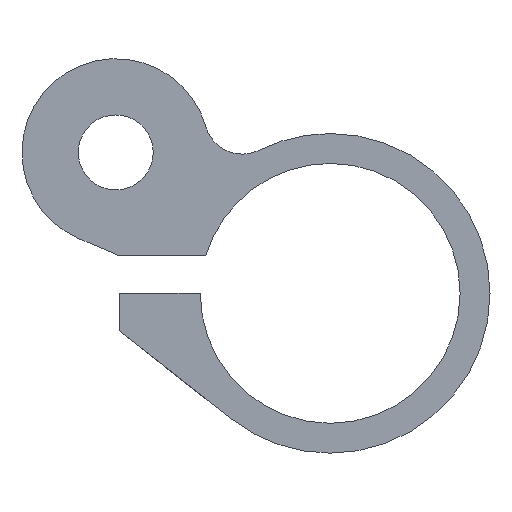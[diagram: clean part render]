
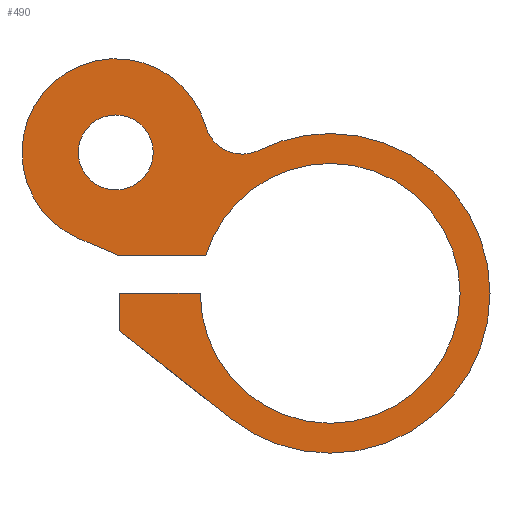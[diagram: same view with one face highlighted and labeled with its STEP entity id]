
A CAD part, front view. The second image highlights one B-rep face of the part: STEP entity #490.
In plain terms, the highlighted planar face has unit normal (0, -1, 0).
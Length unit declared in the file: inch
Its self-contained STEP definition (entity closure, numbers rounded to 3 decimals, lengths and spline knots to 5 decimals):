
#4 = ORIENTED_EDGE ( 'NONE', *, *, #568, .F. ) ;
#10 = ORIENTED_EDGE ( 'NONE', *, *, #482, .F. ) ;
#36 = LINE ( 'NONE', #548, #634 ) ;
#38 = EDGE_CURVE ( 'NONE', #286, #342, #47, .T. ) ;
#44 = CIRCLE ( 'NONE', #957, 0.125 ) ;
#47 = CIRCLE ( 'NONE', #329, 0.1267 ) ;
#51 = CIRCLE ( 'NONE', #907, 0.4331 ) ;
#60 = CARTESIAN_POINT ( 'NONE',  ( -0.41467, 0., 0.125 ) ) ;
#64 = DIRECTION ( 'NONE',  ( 0., -1., 0. ) ) ;
#81 = EDGE_CURVE ( 'NONE', #880, #286, #467, .T. ) ;
#84 = ORIENTED_EDGE ( 'NONE', *, *, #38, .F. ) ;
#87 = EDGE_CURVE ( 'NONE', #342, #640, #225, .T. ) ;
#102 = VERTEX_POINT ( 'NONE', #870 ) ;
#116 = VERTEX_POINT ( 'NONE', #839 ) ;
#122 = FACE_OUTER_BOUND ( 'NONE', #280, .T. ) ;
#135 = ORIENTED_EDGE ( 'NONE', *, *, #713, .F. ) ;
#143 = EDGE_CURVE ( 'NONE', #258, #297, #845, .T. ) ;
#146 = EDGE_CURVE ( 'NONE', #297, #505, #36, .T. ) ;
#147 = CIRCLE ( 'NONE', #565, 0.4331 ) ;
#151 = VERTEX_POINT ( 'NONE', #545 ) ;
#170 = VERTEX_POINT ( 'NONE', #476 ) ;
#177 = ORIENTED_EDGE ( 'NONE', *, *, #146, .F. ) ;
#183 = DIRECTION ( 'NONE',  ( 0., 0., 1. ) ) ;
#225 = CIRCLE ( 'NONE', #534, 0.5328 ) ;
#230 = ORIENTED_EDGE ( 'NONE', *, *, #341, .T. ) ;
#236 = CARTESIAN_POINT ( 'NONE',  ( -0.83755, 0., 0.18238 ) ) ;
#246 = ORIENTED_EDGE ( 'NONE', *, *, #81, .F. ) ;
#247 = CARTESIAN_POINT ( 'NONE',  ( 0., 0., 0.4331 ) ) ;
#252 = EDGE_CURVE ( 'NONE', #505, #170, #577, .T. ) ;
#257 = CARTESIAN_POINT ( 'NONE',  ( -0.41453, 0., 0.55601 ) ) ;
#258 = VERTEX_POINT ( 'NONE', #338 ) ;
#270 = DIRECTION ( 'NONE',  ( -1., 0., 0. ) ) ;
#280 = EDGE_LOOP ( 'NONE', ( #4, #751, #177, #788, #303, #459, #715, #84, #246, #814, #135, #327, #837, #10 ) ) ;
#285 = AXIS2_PLACEMENT_3D ( 'NONE', #351, #347, #343 ) ;
#286 = VERTEX_POINT ( 'NONE', #333 ) ;
#288 = CARTESIAN_POINT ( 'NONE',  ( -0.7031, 0., -0.125 ) ) ;
#296 = CARTESIAN_POINT ( 'NONE',  ( -0.41467, 0., 0.125 ) ) ;
#297 = VERTEX_POINT ( 'NONE', #288 ) ;
#303 = ORIENTED_EDGE ( 'NONE', *, *, #691, .F. ) ;
#305 = AXIS2_PLACEMENT_3D ( 'NONE', #375, #372, #364 ) ;
#316 = LINE ( 'NONE', #559, #980 ) ;
#327 = ORIENTED_EDGE ( 'NONE', *, *, #813, .F. ) ;
#329 = AXIS2_PLACEMENT_3D ( 'NONE', #344, #64, #183 ) ;
#331 = DIRECTION ( 'NONE',  ( 0., 0., 1. ) ) ;
#333 = CARTESIAN_POINT ( 'NONE',  ( -0.29274, 0., 0.46427 ) ) ;
#337 = AXIS2_PLACEMENT_3D ( 'NONE', #809, #866, #798 ) ;
#338 = CARTESIAN_POINT ( 'NONE',  ( -0.32928, 0., -0.41887 ) ) ;
#341 = EDGE_CURVE ( 'NONE', #102, #583, #44, .T. ) ;
#342 = VERTEX_POINT ( 'NONE', #842 ) ;
#343 = DIRECTION ( 'NONE',  ( 0., 0., 1. ) ) ;
#344 = CARTESIAN_POINT ( 'NONE',  ( -0.29274, 0., 0.59097 ) ) ;
#347 = DIRECTION ( 'NONE',  ( 0., 1., 0. ) ) ;
#349 = CARTESIAN_POINT ( 'NONE',  ( -0.4331, 0., 0. ) ) ;
#351 = CARTESIAN_POINT ( 'NONE',  ( -0.7149, 0., 0.4698 ) ) ;
#364 = DIRECTION ( 'NONE',  ( 0., 0., 1. ) ) ;
#369 = AXIS2_PLACEMENT_3D ( 'NONE', #930, #925, #920 ) ;
#372 = DIRECTION ( 'NONE',  ( 0., 1., 0. ) ) ;
#375 = CARTESIAN_POINT ( 'NONE',  ( 0., 0., 0. ) ) ;
#415 = VECTOR ( 'NONE', #270, 39.37008 ) ;
#424 = EDGE_CURVE ( 'NONE', #861, #854, #147, .T. ) ;
#426 = DIRECTION ( 'NONE',  ( 1., 0., 0. ) ) ;
#434 = DIRECTION ( 'NONE',  ( 0., -1., 0. ) ) ;
#447 = LINE ( 'NONE', #296, #415 ) ;
#449 = CARTESIAN_POINT ( 'NONE',  ( 0., 0., 0. ) ) ;
#459 = ORIENTED_EDGE ( 'NONE', *, *, #793, .F. ) ;
#467 = CIRCLE ( 'NONE', #369, 0.1267 ) ;
#476 = CARTESIAN_POINT ( 'NONE',  ( -0.4331, 0., 0. ) ) ;
#482 = EDGE_CURVE ( 'NONE', #116, #861, #819, .T. ) ;
#490 = ADVANCED_FACE ( 'NONE', ( #523, #122 ), #801, .F. ) ;
#505 = VERTEX_POINT ( 'NONE', #752 ) ;
#523 = FACE_BOUND ( 'NONE', #581, .T. ) ;
#530 = DIRECTION ( 'NONE',  ( 0., 0., 1. ) ) ;
#534 = AXIS2_PLACEMENT_3D ( 'NONE', #868, #860, #847 ) ;
#535 = DIRECTION ( 'NONE',  ( 0., 1., 0. ) ) ;
#537 = CARTESIAN_POINT ( 'NONE',  ( -0.7149, 0., 0.4698 ) ) ;
#538 = CIRCLE ( 'NONE', #305, 0.5328 ) ;
#545 = CARTESIAN_POINT ( 'NONE',  ( 0., 0., -0.5328 ) ) ;
#548 = CARTESIAN_POINT ( 'NONE',  ( -0.7031, 0., 0. ) ) ;
#552 = DIRECTION ( 'NONE',  ( -0.92, 0., 0.392 ) ) ;
#559 = CARTESIAN_POINT ( 'NONE',  ( -0.7031, 0., 0.125 ) ) ;
#560 = DIRECTION ( 'NONE',  ( 0., 0., 1. ) ) ;
#562 = DIRECTION ( 'NONE',  ( 0., 0., 1. ) ) ;
#563 = DIRECTION ( 'NONE',  ( 0., 1., 0. ) ) ;
#564 = CARTESIAN_POINT ( 'NONE',  ( 0., 0., 0. ) ) ;
#565 = AXIS2_PLACEMENT_3D ( 'NONE', #449, #434, #331 ) ;
#568 = EDGE_CURVE ( 'NONE', #170, #116, #51, .T. ) ;
#573 = CIRCLE ( 'NONE', #795, 0.125 ) ;
#577 = LINE ( 'NONE', #349, #810 ) ;
#581 = EDGE_LOOP ( 'NONE', ( #230, #629 ) ) ;
#583 = VERTEX_POINT ( 'NONE', #646 ) ;
#587 = CARTESIAN_POINT ( 'NONE',  ( -0.7031, 0., 0.125 ) ) ;
#605 = VECTOR ( 'NONE', #607, 39.37008 ) ;
#607 = DIRECTION ( 'NONE',  ( -0.786, 0., 0.618 ) ) ;
#628 = CARTESIAN_POINT ( 'NONE',  ( -0.7031, 0., -0.125 ) ) ;
#629 = ORIENTED_EDGE ( 'NONE', *, *, #728, .T. ) ;
#631 = CARTESIAN_POINT ( 'NONE',  ( 0., 0., 0.5328 ) ) ;
#634 = VECTOR ( 'NONE', #560, 39.37008 ) ;
#639 = AXIS2_PLACEMENT_3D ( 'NONE', #823, #820, #812 ) ;
#640 = VERTEX_POINT ( 'NONE', #631 ) ;
#646 = CARTESIAN_POINT ( 'NONE',  ( -0.7149, 0., 0.3448 ) ) ;
#662 = DIRECTION ( 'NONE',  ( 0., 0., 1. ) ) ;
#663 = DIRECTION ( 'NONE',  ( 0., -1., 0. ) ) ;
#667 = CARTESIAN_POINT ( 'NONE',  ( 0., 0., 0. ) ) ;
#691 = EDGE_CURVE ( 'NONE', #151, #258, #829, .T. ) ;
#713 = EDGE_CURVE ( 'NONE', #722, #962, #316, .T. ) ;
#715 = ORIENTED_EDGE ( 'NONE', *, *, #87, .F. ) ;
#722 = VERTEX_POINT ( 'NONE', #587 ) ;
#728 = EDGE_CURVE ( 'NONE', #583, #102, #573, .T. ) ;
#737 = CIRCLE ( 'NONE', #285, 0.3125 ) ;
#751 = ORIENTED_EDGE ( 'NONE', *, *, #252, .F. ) ;
#752 = CARTESIAN_POINT ( 'NONE',  ( -0.7031, 0., 0. ) ) ;
#788 = ORIENTED_EDGE ( 'NONE', *, *, #143, .F. ) ;
#793 = EDGE_CURVE ( 'NONE', #640, #151, #538, .T. ) ;
#795 = AXIS2_PLACEMENT_3D ( 'NONE', #537, #535, #530 ) ;
#798 = DIRECTION ( 'NONE',  ( 0., 0., 1. ) ) ;
#799 = EDGE_CURVE ( 'NONE', #962, #880, #737, .T. ) ;
#801 = PLANE ( 'NONE',  #337 ) ;
#805 = AXIS2_PLACEMENT_3D ( 'NONE', #564, #563, #562 ) ;
#809 = CARTESIAN_POINT ( 'NONE',  ( 0., 0., 0. ) ) ;
#810 = VECTOR ( 'NONE', #426, 39.37008 ) ;
#812 = DIRECTION ( 'NONE',  ( 0., 0., 1. ) ) ;
#813 = EDGE_CURVE ( 'NONE', #854, #722, #447, .T. ) ;
#814 = ORIENTED_EDGE ( 'NONE', *, *, #799, .F. ) ;
#819 = CIRCLE ( 'NONE', #639, 0.4331 ) ;
#820 = DIRECTION ( 'NONE',  ( 0., -1., 0. ) ) ;
#823 = CARTESIAN_POINT ( 'NONE',  ( 0., 0., 0. ) ) ;
#829 = CIRCLE ( 'NONE', #805, 0.5328 ) ;
#837 = ORIENTED_EDGE ( 'NONE', *, *, #424, .F. ) ;
#839 = CARTESIAN_POINT ( 'NONE',  ( 0., 0., -0.4331 ) ) ;
#842 = CARTESIAN_POINT ( 'NONE',  ( -0.2365, 0., 0.47743 ) ) ;
#845 = LINE ( 'NONE', #628, #605 ) ;
#847 = DIRECTION ( 'NONE',  ( 0., 0., 1. ) ) ;
#854 = VERTEX_POINT ( 'NONE', #60 ) ;
#860 = DIRECTION ( 'NONE',  ( 0., 1., 0. ) ) ;
#861 = VERTEX_POINT ( 'NONE', #247 ) ;
#866 = DIRECTION ( 'NONE',  ( 0., 1., 0. ) ) ;
#868 = CARTESIAN_POINT ( 'NONE',  ( 0., 0., 0. ) ) ;
#870 = CARTESIAN_POINT ( 'NONE',  ( -0.7149, 0., 0.5948 ) ) ;
#880 = VERTEX_POINT ( 'NONE', #257 ) ;
#907 = AXIS2_PLACEMENT_3D ( 'NONE', #667, #663, #662 ) ;
#920 = DIRECTION ( 'NONE',  ( 0., 0., 1. ) ) ;
#925 = DIRECTION ( 'NONE',  ( 0., -1., 0. ) ) ;
#930 = CARTESIAN_POINT ( 'NONE',  ( -0.29274, 0., 0.59097 ) ) ;
#953 = DIRECTION ( 'NONE',  ( 0., 1., 0. ) ) ;
#957 = AXIS2_PLACEMENT_3D ( 'NONE', #963, #953, #958 ) ;
#958 = DIRECTION ( 'NONE',  ( 0., 0., 1. ) ) ;
#962 = VERTEX_POINT ( 'NONE', #236 ) ;
#963 = CARTESIAN_POINT ( 'NONE',  ( -0.7149, 0., 0.4698 ) ) ;
#980 = VECTOR ( 'NONE', #552, 39.37008 ) ;
